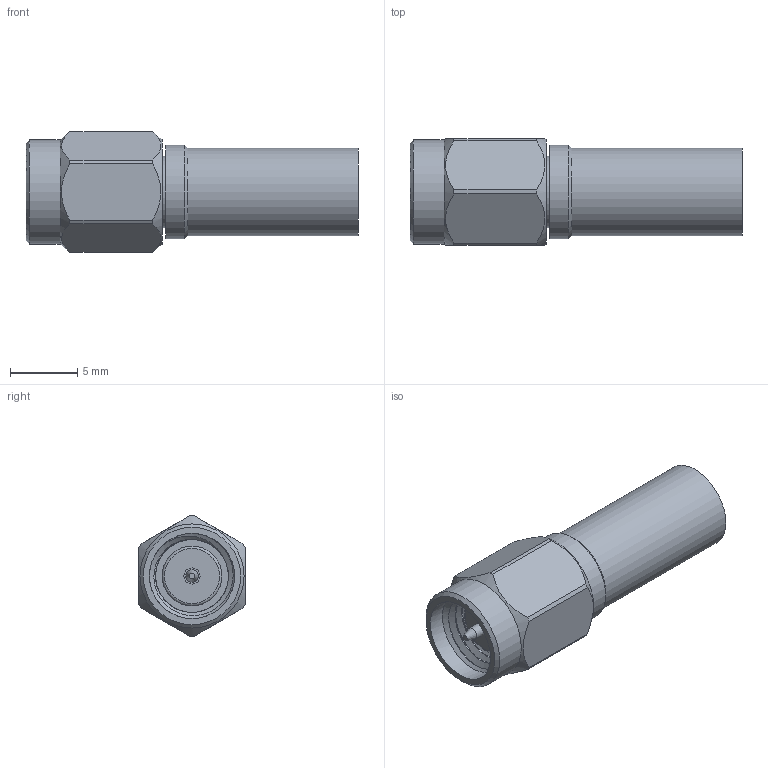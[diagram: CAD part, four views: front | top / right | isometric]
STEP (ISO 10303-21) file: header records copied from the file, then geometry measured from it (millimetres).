
FILE_DESCRIPTION (( 'STEP AP203' ), '1' );
FILE_NAME ('PE4008.step', '2019-12-07T00:05:32', ( '' ), ( '' ), 'SwSTEP 2.0', 'SolidWorks 2018', '' );
FILE_SCHEMA (( 'CONFIG_CONTROL_DESIGN' ));
Length unit declared in the file: inch
Products named in the file (1): PE4008
Bounding box: 24.75 x 7.94 x 8.99 mm (x, y, z)
Volume: 655.5 mm3; surface area: 1278.6 mm2
Topology: 1 solids, 1 shells, 51 faces, 117 edges, 77 vertices
Faces by surface type: cylinder 23, plane 17, cone 7, bspline 3, torus 1
Full cylindrical faces by diameter (mm): 0.94 x1, 1.194 x1, 3.1 x1, 4.445 x1, 4.5 x1, 5.334 x1, 5.69 x1, 6.35 x6, 6.5 x1, 7.008 x1, 7.762 x1
Entity records: 2154 total; most frequent: CARTESIAN_POINT 1217, DIRECTION 178, ORIENTED_EDGE 148, AXIS2_PLACEMENT_3D 83, EDGE_CURVE 74, EDGE_LOOP 72, VERTEX_POINT 58, FACE_OUTER_BOUND 57
